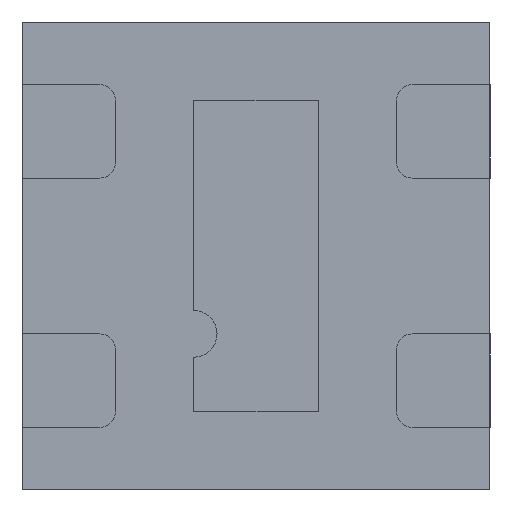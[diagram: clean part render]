
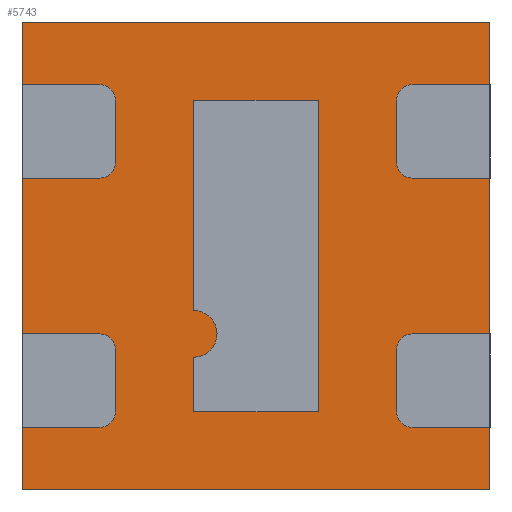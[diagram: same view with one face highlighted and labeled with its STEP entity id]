
A CAD part, front view. The second image highlights one B-rep face of the part: STEP entity #5743.
In plain terms, the highlighted planar face has unit normal (0, -1, 0).
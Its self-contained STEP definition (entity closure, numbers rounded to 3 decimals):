
#206 = VECTOR ( 'NONE', #1925, 1000. ) ;
#340 = LINE ( 'NONE', #4979, #5877 ) ;
#466 = DIRECTION ( 'NONE',  ( 0., 0., 1. ) ) ;
#585 = LINE ( 'NONE', #6272, #856 ) ;
#856 = VECTOR ( 'NONE', #466, 1000. ) ;
#916 = EDGE_CURVE ( 'NONE', #3808, #5021, #340, .T. ) ;
#937 = CARTESIAN_POINT ( 'NONE',  ( 0.75, 0., 0.75 ) ) ;
#1590 = ORIENTED_EDGE ( 'NONE', *, *, #916, .T. ) ;
#1794 = DIRECTION ( 'NONE',  ( 1., 0., 0. ) ) ;
#1925 = DIRECTION ( 'NONE',  ( 0., 0., 1. ) ) ;
#1992 = AXIS2_PLACEMENT_3D ( 'NONE', #5251, #5802, #5862 ) ;
#2493 = CARTESIAN_POINT ( 'NONE',  ( -0.75, 0., 0.75 ) ) ;
#2761 = ORIENTED_EDGE ( 'NONE', *, *, #4714, .F. ) ;
#3365 = EDGE_CURVE ( 'NONE', #3808, #4326, #3597, .T. ) ;
#3408 = EDGE_CURVE ( 'NONE', #5021, #5866, #585, .T. ) ;
#3597 = LINE ( 'NONE', #4599, #206 ) ;
#3741 = FACE_OUTER_BOUND ( 'NONE', #6775, .T. ) ;
#3808 = VERTEX_POINT ( 'NONE', #5398 ) ;
#3910 = ORIENTED_EDGE ( 'NONE', *, *, #3408, .T. ) ;
#4041 = CARTESIAN_POINT ( 'NONE',  ( -0.75, 0., 0.75 ) ) ;
#4168 = DIRECTION ( 'NONE',  ( 1., 0., 0. ) ) ;
#4326 = VERTEX_POINT ( 'NONE', #4041 ) ;
#4599 = CARTESIAN_POINT ( 'NONE',  ( -0.75, 0., -0.75 ) ) ;
#4680 = LINE ( 'NONE', #2493, #6529 ) ;
#4714 = EDGE_CURVE ( 'NONE', #4326, #5866, #4680, .T. ) ;
#4733 = CARTESIAN_POINT ( 'NONE',  ( 0.75, 0., -0.75 ) ) ;
#4979 = CARTESIAN_POINT ( 'NONE',  ( -0.75, 0., -0.75 ) ) ;
#5021 = VERTEX_POINT ( 'NONE', #4733 ) ;
#5041 = ORIENTED_EDGE ( 'NONE', *, *, #3365, .F. ) ;
#5251 = CARTESIAN_POINT ( 'NONE',  ( 0., 0., 0. ) ) ;
#5398 = CARTESIAN_POINT ( 'NONE',  ( -0.75, 0., -0.75 ) ) ;
#5743 = ADVANCED_FACE ( 'NONE', ( #3741 ), #6807, .T. ) ;
#5802 = DIRECTION ( 'NONE',  ( 0., -1., 0. ) ) ;
#5862 = DIRECTION ( 'NONE',  ( 0., 0., -1. ) ) ;
#5866 = VERTEX_POINT ( 'NONE', #937 ) ;
#5877 = VECTOR ( 'NONE', #1794, 1000. ) ;
#6272 = CARTESIAN_POINT ( 'NONE',  ( 0.75, 0., -0.75 ) ) ;
#6529 = VECTOR ( 'NONE', #4168, 1000. ) ;
#6775 = EDGE_LOOP ( 'NONE', ( #1590, #3910, #2761, #5041 ) ) ;
#6807 = PLANE ( 'NONE',  #1992 ) ;
